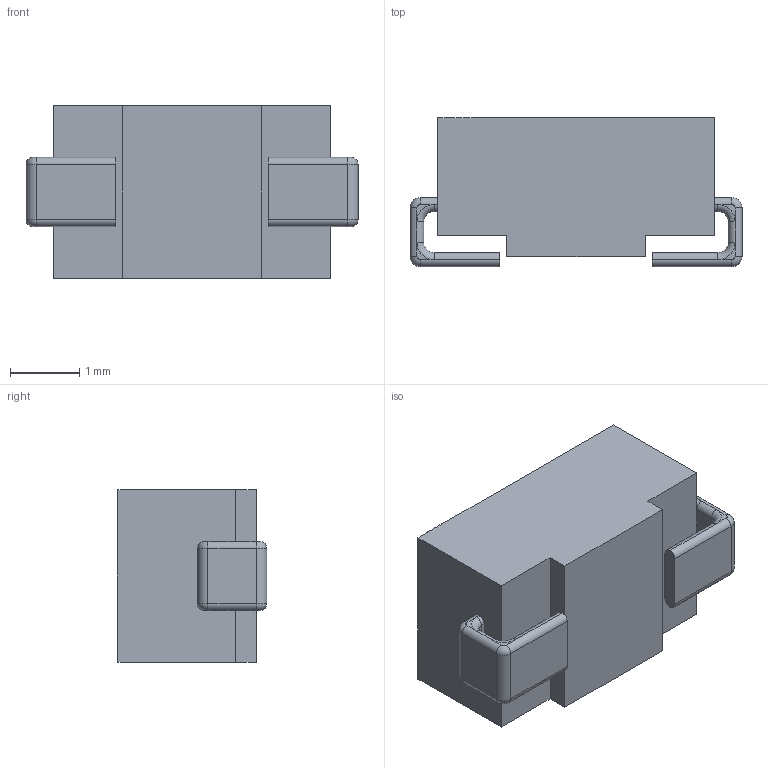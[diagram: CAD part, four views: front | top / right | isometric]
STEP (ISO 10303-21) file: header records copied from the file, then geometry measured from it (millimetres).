
FILE_DESCRIPTION (( 'STEP AP203' ), '1' );
FILE_NAME ('SS14.STEP', '2020-06-11T14:52:53', ( '' ), ( '' ), 'SwSTEP 2.0', 'SolidWorks 2020', '' );
FILE_SCHEMA (( 'CONFIG_CONTROL_DESIGN' ));
Length unit declared in the file: millimetre
Products named in the file (3): SS14; SS14_chip; ss14_pin
Assembly tree (3 placements, depth 2):
  SS14
    SS14_chip
    ss14_pin  x2
Bounding box: 4.8 x 2.16 x 2.5 mm (x, y, z)
Volume: 19.4 mm3; surface area: 55.7 mm2
Topology: 3 solids, 3 shells, 200 faces, 504 edges, 320 vertices
Faces by surface type: plane 108, bspline 44, cylinder 32, torus 16
Entity records: 7327 total; most frequent: CARTESIAN_POINT 3252, ORIENTED_EDGE 852, DIRECTION 630, EDGE_CURVE 426, LINE 298, VECTOR 298, VERTEX_POINT 276, EDGE_LOOP 174
